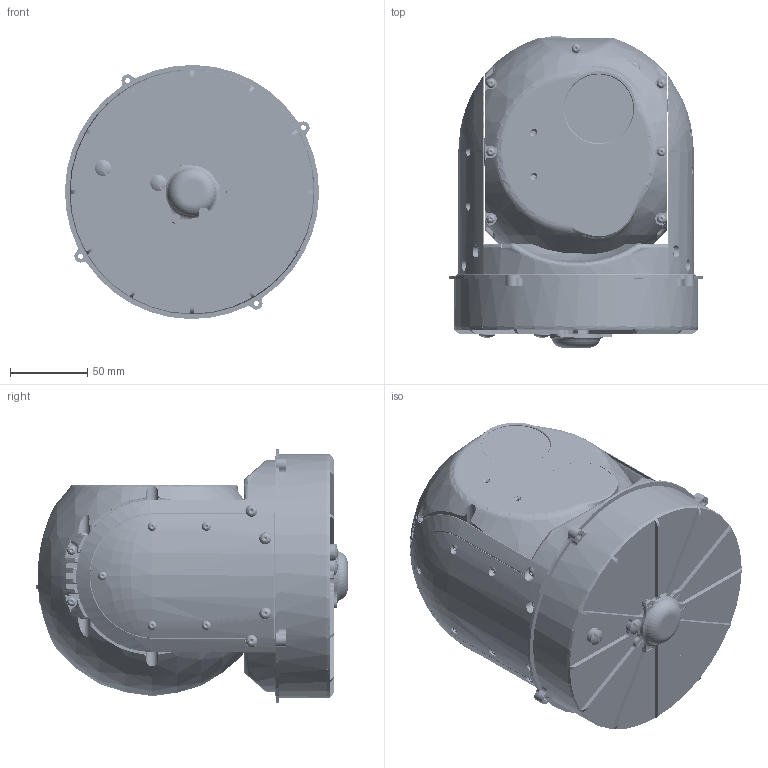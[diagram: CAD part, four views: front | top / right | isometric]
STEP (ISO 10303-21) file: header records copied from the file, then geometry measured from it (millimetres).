
FILE_DESCRIPTION (( 'STEP AP203' ), '1' );
FILE_NAME ('UV01.6402.07.11.00-03.STEP', '2024-07-01T15:05:42', ( '' ), ( '' ), 'SwSTEP 2.0', 'SolidWorks 2022', '' );
FILE_SCHEMA (( 'CONFIG_CONTROL_DESIGN' ));
Length unit declared in the file: millimetre
Products named in the file (56): Неодимовый магнит диск 8х2 мм^ГШФЮ.6402.07.11.10-04_ГШФЮ.6402.07.11.50-04_UV01.6402.07.11.00-03(2)_UV01.6402.07.11.00-03; ГШФЮ.6402.07.11.40.05_06^ГШФЮ.6402.07.11.40-03_UV01.6402.07.11.00-03(2)_UV01.6402.07.11.00-03; ГШФЮ.6402.07.11.10.07-01^ГШФЮ.6402.07.11.10-04_ГШФЮ.6402.07.11.50-04_UV01.6402.07.11.00-03(2)_UV01.6402.07.11.00-03; ГШФЮ.467864.20.1.001_01^ГШФЮ.6402.07.11.10-04_ГШФЮ.6402.07.11.50-04_UV01.6402.07.11.00-03(2)_UV01.6402.07.11.00-03; ГШФЮ.6402.07.11.10.02-04^ГШФЮ.6402.07.11.10-04_ГШФЮ.6402.07.11.50-04_UV01.6402.07.11.00-03(2)_UV01.6402.07.11.00-03; ГШФЮ.6402.07.11.81-03^ГШФЮ.6402.07.11.80-03_UV01.6402.07.11.00-03(2)_UV01.6402.07.11.00-03; ГШФЮ.6402.07.11.40.03-03^ГШФЮ.6402.07.11.40-03_UV01.6402.07.11.00-03(2)_UV01.6402.07.11.00-03; ГШФЮ.6402.07.11.03_01^UV01.6402.07.11.00-03(2)_UV01.6402.07.11.00-03; 61702-2RS1^ГШФЮ.6402.07.11.40-03_UV01.6402.07.11.00-03(2)_UV01.6402.07.11.00-03; винт ISO7380 полукр гол вн шестигр_ISO7380-M4x8^ГШФЮ.6402.07.11.40-03_UV01.6402.07.11.00-03(2)_UV01.6402.07.11.00-03; Ось шара_доп_3_011^ГШФЮ.6402.07.11.10-04_ГШФЮ.6402.07.11.50-04_UV01.6402.07.11.00-03(2)_UV01.6402.07.11.00-03; Винт потай ГОСТ 17475_Винт потай 3х10 A2^ГШФЮ.6402.07.11.80-03_UV01.6402.07.11.00-03(2)_UV01.6402.07.11.00-03; ГШФЮ.6402.07.11.40.04-03^UV01.6402.07.11.00-03(2)_UV01.6402.07.11.00-03; Кольцо уплотнительное_12-15-19^ГШФЮ.6402.07.11.10-04_ГШФЮ.6402.07.11.50-04_UV01.6402.07.11.00-03(2)_UV01.6402.07.11.00-03; ГШФЮ.6402.07.11.40-03^UV01.6402.07.11.00-03(2)_UV01.6402.07.11.00-03; ГШФЮ.467864.20.1.001^ГШФЮ.6402.07.11.10-04_ГШФЮ.6402.07.11.50-04_UV01.6402.07.11.00-03(2)_UV01.6402.07.11.00-03; Винт ГОСТ 1491_Винт M2,5-4 A2^UV01.6402.07.11.00-03(2)_UV01.6402.07.11.00-03; screwlock Bollhoff_M4x6(1.5d)^ГШФЮ.6402.07.11.40-03_UV01.6402.07.11.00-03(2)_UV01.6402.07.11.00-03; ГШФЮ.6402.07.11.36^ГШФЮ.6402.07.11.10-04_ГШФЮ.6402.07.11.50-04_UV01.6402.07.11.00-03(2)_UV01.6402.07.11.00-03; Влагопоглотитель м14 короткий^ГШФЮ.6402.07.11.10-04_ГШФЮ.6402.07.11.50-04_UV01.6402.07.11.00-03(2)_UV01.6402.07.11.00-03; ГШФЮ.6402.07.11.83^ГШФЮ.6402.07.11.80-03_UV01.6402.07.11.00-03(2)_UV01.6402.07.11.00-03; ГШФЮ.6402.07.11.10.04-04^ГШФЮ.6402.07.11.10-04_ГШФЮ.6402.07.11.50-04_UV01.6402.07.11.00-03(2)_UV01.6402.07.11.00-03; ГШФЮ.6402.07.11.10.01-04^ГШФЮ.6402.07.11.10-04_ГШФЮ.6402.07.11.50-04_UV01.6402.07.11.00-03(2)_UV01.6402.07.11.00-03; Винт потай ГОСТ 17475_Винт потай 2,5х6 A2^UV01.6402.07.11.00-03(2)_UV01.6402.07.11.00-03; ГШФЮ.6402.07.11.10-04^ГШФЮ.6402.07.11.50-04_UV01.6402.07.11.00-03(2)_UV01.6402.07.11.00-03; UV01.6402.07.11.00-03; ГШФЮ.6402.07.11.35^ГШФЮ.6402.07.11.10-04_ГШФЮ.6402.07.11.50-04_UV01.6402.07.11.00-03(2)_UV01.6402.07.11.00-03; ГШФЮ.6402.07.11.50-04^UV01.6402.07.11.00-03(2)_UV01.6402.07.11.00-03; винт ISO7380 полукр гол вн шестигр_ISO7380-M3x8^ГШФЮ.6402.07.11.10-04_ГШФЮ.6402.07.11.50-04_UV01.6402.07.11.00-03(2)_UV01.6402.07.11.00-03; Втулка резьбовая Bollhoff_M3x4.5(1.5d)^ГШФЮ.6402.07.11.10-04_ГШФЮ.6402.07.11.50-04_UV01.6402.07.11.00-03(2)_UV01.6402.07.11.00-03; UV01.467864.28.110.10-02; Шайба оси мотора_12.17^ГШФЮ.6402.07.11.10-04_ГШФЮ.6402.07.11.50-04_UV01.6402.07.11.00-03(2)_UV01.6402.07.11.00-03; ГШФЮ.6402.07.11.80-03^UV01.6402.07.11.00-03(2)_UV01.6402.07.11.00-03; гайка оси энкодера^ГШФЮ.6402.07.11.10-04_ГШФЮ.6402.07.11.50-04_UV01.6402.07.11.00-03(2)_UV01.6402.07.11.00-03; ГШФЮ.6402.07.11.71-03^ГШФЮ.6402.07.11.70-03_UV01.6402.07.11.00-03(2)_UV01.6402.07.11.00-03; ГШФЮ.6402.07.11.40.05_07^UV01.6402.07.11.00-03(2)_UV01.6402.07.11.00-03; ГШФЮ.6402.07.11.10.05-04^ГШФЮ.6402.07.11.10-04_ГШФЮ.6402.07.11.50-04_UV01.6402.07.11.00-03(2)_UV01.6402.07.11.00-03; ГШФЮ.6402.07.11.10.03-04^ГШФЮ.6402.07.11.10-04_ГШФЮ.6402.07.11.50-04_UV01.6402.07.11.00-03(2)_UV01.6402.07.11.00-03; UHBAVP-01_BIMED^ГШФЮ.6402.07.11.10-04_ГШФЮ.6402.07.11.50-04_UV01.6402.07.11.00-03(2)_UV01.6402.07.11.00-03; Винт ГОСТ 1491_Винт M2,5-6 A2^ГШФЮ.6402.07.11.10-04_ГШФЮ.6402.07.11.50-04_UV01.6402.07.11.00-03(2)_UV01.6402.07.11.00-03 ...
Assembly tree (148 placements, depth 5):
  UV01.6402.07.11.00-03
    UV01.6402.07.11.00-03(2)^UV01.6402.07.11.00-03
      ГШФЮ.6402.07.11.40-03^UV01.6402.07.11.00-03(2)_UV01.6402.07.11.00-03
        ГШФЮ.6402.07.11.40.01-03^ГШФЮ.6402.07.11.40-03_UV01.6402.07.11.00-03(2)_UV01.6402.07.11.00-03
        ГШФЮ.6402.07.11.40.02-03^ГШФЮ.6402.07.11.40-03_UV01.6402.07.11.00-03(2)_UV01.6402.07.11.00-03
        ГШФЮ.6402.07.11.40.03-03^ГШФЮ.6402.07.11.40-03_UV01.6402.07.11.00-03(2)_UV01.6402.07.11.00-03
        винт ISO7380 полукр гол вн шестигр_ISO7380-M4x8^ГШФЮ.6402.07.11.40-03_UV01.6402.07.11.00-03(2)_UV01.6402.07.11.00-03  x6
        screwlock Bollhoff_M4x6(1.5d)^ГШФЮ.6402.07.11.40-03_UV01.6402.07.11.00-03(2)_UV01.6402.07.11.00-03  x8
        ГШФЮ.6402.07.11.40.05_06^ГШФЮ.6402.07.11.40-03_UV01.6402.07.11.00-03(2)_UV01.6402.07.11.00-03
        UV01.467864.28.150.01_01^ГШФЮ.6402.07.11.40-03_UV01.6402.07.11.00-03(2)_UV01.6402.07.11.00-03
        Винт ГОСТ 1491_Винт M2-5 A2^ГШФЮ.6402.07.11.40-03_UV01.6402.07.11.00-03(2)_UV01.6402.07.11.00-03  x2
        61702-2RS1^ГШФЮ.6402.07.11.40-03_UV01.6402.07.11.00-03(2)_UV01.6402.07.11.00-03
      ГШФЮ.6402.07.11.50-04^UV01.6402.07.11.00-03(2)_UV01.6402.07.11.00-03
        ГШФЮ.6402.07.11.10-04^ГШФЮ.6402.07.11.50-04_UV01.6402.07.11.00-03(2)_UV01.6402.07.11.00-03
          ГШФЮ.6402.07.11.10.01-04^ГШФЮ.6402.07.11.10-04_ГШФЮ.6402.07.11.50-04_UV01.6402.07.11.00-03(2)_UV01.6402.07.11.00-03
          ГШФЮ.6402.07.11.10.02-04^ГШФЮ.6402.07.11.10-04_ГШФЮ.6402.07.11.50-04_UV01.6402.07.11.00-03(2)_UV01.6402.07.11.00-03
          ГШФЮ.6402.07.11.10.03-04^ГШФЮ.6402.07.11.10-04_ГШФЮ.6402.07.11.50-04_UV01.6402.07.11.00-03(2)_UV01.6402.07.11.00-03
          ГШФЮ.6402.07.11.10.04-04^ГШФЮ.6402.07.11.10-04_ГШФЮ.6402.07.11.50-04_UV01.6402.07.11.00-03(2)_UV01.6402.07.11.00-03
          ГШФЮ.6402.07.11.10.05-04^ГШФЮ.6402.07.11.10-04_ГШФЮ.6402.07.11.50-04_UV01.6402.07.11.00-03(2)_UV01.6402.07.11.00-03
          ГШФЮ.6402.07.11.10.06-04^ГШФЮ.6402.07.11.10-04_ГШФЮ.6402.07.11.50-04_UV01.6402.07.11.00-03(2)_UV01.6402.07.11.00-03
          винт ISO7380 полукр гол вн шестигр_ISO7380-M3x6^ГШФЮ.6402.07.11.10-04_ГШФЮ.6402.07.11.50-04_UV01.6402.07.11.00-03(2)_UV01.6402.07.11.00-03  x24
          Втулка резьбовая Bollhoff_M3x4.5(1.5d)^ГШФЮ.6402.07.11.10-04_ГШФЮ.6402.07.11.50-04_UV01.6402.07.11.00-03(2)_UV01.6402.07.11.00-03  x16
          Влагопоглотитель м14 короткий^ГШФЮ.6402.07.11.10-04_ГШФЮ.6402.07.11.50-04_UV01.6402.07.11.00-03(2)_UV01.6402.07.11.00-03
          UHBAVP-01_BIMED^ГШФЮ.6402.07.11.10-04_ГШФЮ.6402.07.11.50-04_UV01.6402.07.11.00-03(2)_UV01.6402.07.11.00-03
          Кольцо уплотнительное_12-15-19^ГШФЮ.6402.07.11.10-04_ГШФЮ.6402.07.11.50-04_UV01.6402.07.11.00-03(2)_UV01.6402.07.11.00-03
          Ось шара_доп_3_011^ГШФЮ.6402.07.11.10-04_ГШФЮ.6402.07.11.50-04_UV01.6402.07.11.00-03(2)_UV01.6402.07.11.00-03
          гайка оси энкодера^ГШФЮ.6402.07.11.10-04_ГШФЮ.6402.07.11.50-04_UV01.6402.07.11.00-03(2)_UV01.6402.07.11.00-03
          Шайба оси мотора_12.17^ГШФЮ.6402.07.11.10-04_ГШФЮ.6402.07.11.50-04_UV01.6402.07.11.00-03(2)_UV01.6402.07.11.00-03
          ГШФЮ.6402.07.11.10.07-01^ГШФЮ.6402.07.11.10-04_ГШФЮ.6402.07.11.50-04_UV01.6402.07.11.00-03(2)_UV01.6402.07.11.00-03
          Винт ГОСТ 1491_Винт M2,5-6 A2^ГШФЮ.6402.07.11.10-04_ГШФЮ.6402.07.11.50-04_UV01.6402.07.11.00-03(2)_UV01.6402.07.11.00-03
          ГШФЮ.6402.07.11.35^ГШФЮ.6402.07.11.10-04_ГШФЮ.6402.07.11.50-04_UV01.6402.07.11.00-03(2)_UV01.6402.07.11.00-03
          ГШФЮ.6402.07.11.36^ГШФЮ.6402.07.11.10-04_ГШФЮ.6402.07.11.50-04_UV01.6402.07.11.00-03(2)_UV01.6402.07.11.00-03
          Втулка резьбовая Bollhoff_M2.5x3.75(1.5d)^ГШФЮ.6402.07.11.10-04_ГШФЮ.6402.07.11.50-04_UV01.6402.07.11.00-03(2)_UV01.6402.07.11.00-03
          ГШФЮ.467864.20.1.158-06_01^ГШФЮ.6402.07.11.10-04_ГШФЮ.6402.07.11.50-04_UV01.6402.07.11.00-03(2)_UV01.6402.07.11.00-03  x2
          ГШФЮ.467864.20.1.001_01^ГШФЮ.6402.07.11.10-04_ГШФЮ.6402.07.11.50-04_UV01.6402.07.11.00-03(2)_UV01.6402.07.11.00-03
          ГШФЮ.467864.20.1.001^ГШФЮ.6402.07.11.10-04_ГШФЮ.6402.07.11.50-04_UV01.6402.07.11.00-03(2)_UV01.6402.07.11.00-03
          винт ISO7380 полукр гол вн шестигр_ISO7380-M3x8^ГШФЮ.6402.07.11.10-04_ГШФЮ.6402.07.11.50-04_UV01.6402.07.11.00-03(2)_UV01.6402.07.11.00-03
          Винт потай ГОСТ 17475_Винт потай 3х6 A2^ГШФЮ.6402.07.11.10-04_ГШФЮ.6402.07.11.50-04_UV01.6402.07.11.00-03(2)_UV01.6402.07.11.00-03  x2
          Неодимовый магнит диск 8х2 мм^ГШФЮ.6402.07.11.10-04_ГШФЮ.6402.07.11.50-04_UV01.6402.07.11.00-03(2)_UV01.6402.07.11.00-03  x3
      ГШФЮ.6402.07.11.70-03^UV01.6402.07.11.00-03(2)_UV01.6402.07.11.00-03
        ГШФЮ.6402.07.11.71-03^ГШФЮ.6402.07.11.70-03_UV01.6402.07.11.00-03(2)_UV01.6402.07.11.00-03
      ГШФЮ.6402.07.11.80-03^UV01.6402.07.11.00-03(2)_UV01.6402.07.11.00-03
        ГШФЮ.6402.07.11.81-03^ГШФЮ.6402.07.11.80-03_UV01.6402.07.11.00-03(2)_UV01.6402.07.11.00-03
        ГШФЮ.6402.07.11.82^ГШФЮ.6402.07.11.80-03_UV01.6402.07.11.00-03(2)_UV01.6402.07.11.00-03
        Винт потай ГОСТ 17475_Винт потай 3х10 A2^ГШФЮ.6402.07.11.80-03_UV01.6402.07.11.00-03(2)_UV01.6402.07.11.00-03  x5
        ГШФЮ.6402.07.11.83^ГШФЮ.6402.07.11.80-03_UV01.6402.07.11.00-03(2)_UV01.6402.07.11.00-03  x2
        screwlock Bollhoff_M4x6(1.5d)^ГШФЮ.6402.07.11.40-03_UV01.6402.07.11.00-03(2)_UV01.6402.07.11.00-03  x4
      ГШФЮ.6402.07.11.40.04-03^UV01.6402.07.11.00-03(2)_UV01.6402.07.11.00-03
      Винт потай ГОСТ 17475_Винт потай 2,5х6 A2^UV01.6402.07.11.00-03(2)_UV01.6402.07.11.00-03  x2
      винт ISO7380 полукр гол вн шестигр_ISO7380-M4x12^UV01.6402.07.11.00-03(2)_UV01.6402.07.11.00-03  x2
      винт ISO7380 полукр гол вн шестигр_ISO7380-M3x6^ГШФЮ.6402.07.11.10-04_ГШФЮ.6402.07.11.50-04_UV01.6402.07.11.00-03(2)_UV01.6402.07.11.00-03  x13
      Винт ГОСТ 1491_Винт M2,5-4 A2^UV01.6402.07.11.00-03(2)_UV01.6402.07.11.00-03
      Пружина тарельчатая DIN 2093_3,2x6x0,3 А2 сжата^UV01.6402.07.11.00-03(2)_UV01.6402.07.11.00-03  x8
      ГШФЮ.6402.07.11.40.05_07^UV01.6402.07.11.00-03(2)_UV01.6402.07.11.00-03
      Разьем 4пин2^UV01.6402.07.11.00-03(2)_UV01.6402.07.11.00-03  x2
      Разьем 4пин^UV01.6402.07.11.00-03(2)_UV01.6402.07.11.00-03  x2
      ГШФЮ.6402.07.11.03_01^UV01.6402.07.11.00-03(2)_UV01.6402.07.11.00-03  x2
      Винт ГОСТ 1491_Винт M2-5 A2^ГШФЮ.6402.07.11.40-03_UV01.6402.07.11.00-03(2)_UV01.6402.07.11.00-03  x4
    UV01.467864.28.110.10-02
Bounding box: 163.95 x 201.09 x 163.95 mm (x, y, z)
Volume: 260844.8 mm3; surface area: 479819 mm2
Topology: 158 solids, 158 shells, 8711 faces, 22302 edges, 13921 vertices
Faces by surface type: cylinder 3396, cone 2452, plane 2106, torus 281, sphere 249, bspline 227
Entity records: 187389 total; most frequent: CARTESIAN_POINT 64855, DIRECTION 24958, ORIENTED_EDGE 23684, EDGE_CURVE 11842, AXIS2_PLACEMENT_3D 10116, VERTEX_POINT 7550, CIRCLE 5599, EDGE_LOOP 5096
